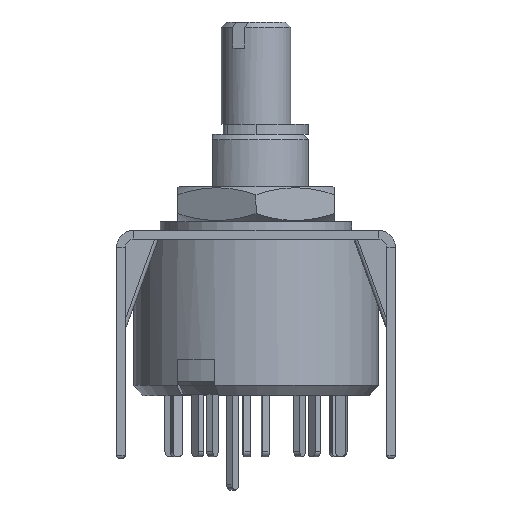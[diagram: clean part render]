
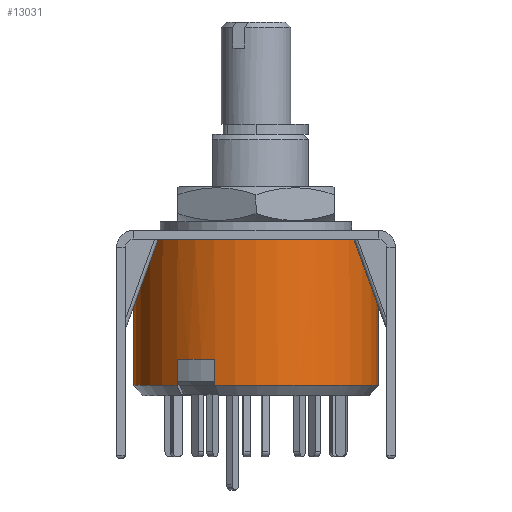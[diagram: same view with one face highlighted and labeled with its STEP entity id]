
A CAD part, front view. The second image highlights one B-rep face of the part: STEP entity #13031.
In plain terms, the highlighted cylindrical face has radius 7 mm (diameter 14 mm), a partial arc.
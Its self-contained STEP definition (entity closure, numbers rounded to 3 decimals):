
#37 = ORIENTED_EDGE ( 'NONE', *, *, #16657, .T. ) ;
#425 = CARTESIAN_POINT ( 'NONE',  ( 0., 0., -7.4 ) ) ;
#589 = EDGE_CURVE ( 'NONE', #10023, #1817, #7377, .T. ) ;
#600 = DIRECTION ( 'NONE',  ( -1., 0., 0. ) ) ;
#941 = CIRCLE ( 'NONE', #14691, 7. ) ;
#1116 = EDGE_CURVE ( 'NONE', #3865, #14624, #12371, .T. ) ;
#1817 = VERTEX_POINT ( 'NONE', #2069 ) ;
#1854 = DIRECTION ( 'NONE',  ( -1., 0., 0. ) ) ;
#2069 = CARTESIAN_POINT ( 'NONE',  ( 7., 0., -7.4 ) ) ;
#2099 = CARTESIAN_POINT ( 'NONE',  ( 0., 0., -7.4 ) ) ;
#3420 = DIRECTION ( 'NONE',  ( 0., 0., -1. ) ) ;
#3669 = ORIENTED_EDGE ( 'NONE', *, *, #589, .F. ) ;
#3865 = VERTEX_POINT ( 'NONE', #13567 ) ;
#3960 = AXIS2_PLACEMENT_3D ( 'NONE', #8779, #8719, #4876 ) ;
#3994 = VERTEX_POINT ( 'NONE', #8817 ) ;
#4362 = VERTEX_POINT ( 'NONE', #13662 ) ;
#4388 = VERTEX_POINT ( 'NONE', #13604 ) ;
#4576 = CIRCLE ( 'NONE', #3960, 7. ) ;
#4599 = DIRECTION ( 'NONE',  ( 0., 0., -1. ) ) ;
#4722 = VECTOR ( 'NONE', #16446, 1000. ) ;
#4876 = DIRECTION ( 'NONE',  ( -1., 0., 0. ) ) ;
#5233 = DIRECTION ( 'NONE',  ( 0., 0., 1. ) ) ;
#5332 = LINE ( 'NONE', #14535, #6338 ) ;
#5515 = AXIS2_PLACEMENT_3D ( 'NONE', #8415, #4599, #600 ) ;
#5525 = DIRECTION ( 'NONE',  ( 0., 0., -1. ) ) ;
#5560 = EDGE_CURVE ( 'NONE', #3865, #4362, #15352, .T. ) ;
#5910 = DIRECTION ( 'NONE',  ( 1., 0., 0. ) ) ;
#6054 = ORIENTED_EDGE ( 'NONE', *, *, #8190, .F. ) ;
#6338 = VECTOR ( 'NONE', #11990, 1000. ) ;
#6653 = AXIS2_PLACEMENT_3D ( 'NONE', #9668, #10946, #1854 ) ;
#6912 = ORIENTED_EDGE ( 'NONE', *, *, #12709, .T. ) ;
#7128 = CARTESIAN_POINT ( 'NONE',  ( -4.526, -5.34, 9. ) ) ;
#7143 = CARTESIAN_POINT ( 'NONE',  ( -2.361, -6.59, -7.4 ) ) ;
#7377 = LINE ( 'NONE', #15302, #4722 ) ;
#7428 = LINE ( 'NONE', #11417, #14419 ) ;
#7753 = DIRECTION ( 'NONE',  ( 0., 0., -1. ) ) ;
#8190 = EDGE_CURVE ( 'NONE', #1817, #16797, #941, .T. ) ;
#8322 = ORIENTED_EDGE ( 'NONE', *, *, #8986, .T. ) ;
#8415 = CARTESIAN_POINT ( 'NONE',  ( 0., 0., 9. ) ) ;
#8719 = DIRECTION ( 'NONE',  ( 0., 0., 1. ) ) ;
#8779 = CARTESIAN_POINT ( 'NONE',  ( 0., 0., -5.9 ) ) ;
#8817 = CARTESIAN_POINT ( 'NONE',  ( -2.361, -6.59, -5.9 ) ) ;
#8986 = EDGE_CURVE ( 'NONE', #14624, #3994, #4576, .T. ) ;
#9310 = CIRCLE ( 'NONE', #6653, 7. ) ;
#9537 = EDGE_CURVE ( 'NONE', #4388, #4362, #7428, .T. ) ;
#9592 = DIRECTION ( 'NONE',  ( 1., 0., 0. ) ) ;
#9668 = CARTESIAN_POINT ( 'NONE',  ( 0., 0., 0.95 ) ) ;
#9699 = ORIENTED_EDGE ( 'NONE', *, *, #1116, .T. ) ;
#10023 = VERTEX_POINT ( 'NONE', #16654 ) ;
#10944 = ORIENTED_EDGE ( 'NONE', *, *, #5560, .F. ) ;
#10946 = DIRECTION ( 'NONE',  ( 0., 0., -1. ) ) ;
#11058 = CYLINDRICAL_SURFACE ( 'NONE', #5515, 7. ) ;
#11150 = VECTOR ( 'NONE', #5233, 1000. ) ;
#11417 = CARTESIAN_POINT ( 'NONE',  ( -7., 0., 9. ) ) ;
#11990 = DIRECTION ( 'NONE',  ( 0., 0., -1. ) ) ;
#12371 = LINE ( 'NONE', #7128, #11150 ) ;
#12709 = EDGE_CURVE ( 'NONE', #3994, #16797, #5332, .T. ) ;
#12884 = FACE_OUTER_BOUND ( 'NONE', #15387, .T. ) ;
#12924 = CARTESIAN_POINT ( 'NONE',  ( -4.526, -5.34, -5.9 ) ) ;
#13031 = ADVANCED_FACE ( 'NONE', ( #12884 ), #11058, .T. ) ;
#13567 = CARTESIAN_POINT ( 'NONE',  ( -4.526, -5.34, -7.4 ) ) ;
#13604 = CARTESIAN_POINT ( 'NONE',  ( -7., 0., 0.95 ) ) ;
#13662 = CARTESIAN_POINT ( 'NONE',  ( -7., 0., -7.4 ) ) ;
#13959 = ORIENTED_EDGE ( 'NONE', *, *, #9537, .T. ) ;
#14001 = AXIS2_PLACEMENT_3D ( 'NONE', #425, #5525, #9592 ) ;
#14419 = VECTOR ( 'NONE', #7753, 1000. ) ;
#14535 = CARTESIAN_POINT ( 'NONE',  ( -2.361, -6.59, 9. ) ) ;
#14624 = VERTEX_POINT ( 'NONE', #12924 ) ;
#14691 = AXIS2_PLACEMENT_3D ( 'NONE', #2099, #3420, #5910 ) ;
#15302 = CARTESIAN_POINT ( 'NONE',  ( 7., 0., 9. ) ) ;
#15352 = CIRCLE ( 'NONE', #14001, 7. ) ;
#15387 = EDGE_LOOP ( 'NONE', ( #3669, #37, #13959, #10944, #9699, #8322, #6912, #6054 ) ) ;
#16446 = DIRECTION ( 'NONE',  ( 0., 0., -1. ) ) ;
#16654 = CARTESIAN_POINT ( 'NONE',  ( 7., 0., 0.95 ) ) ;
#16657 = EDGE_CURVE ( 'NONE', #10023, #4388, #9310, .T. ) ;
#16797 = VERTEX_POINT ( 'NONE', #7143 ) ;
